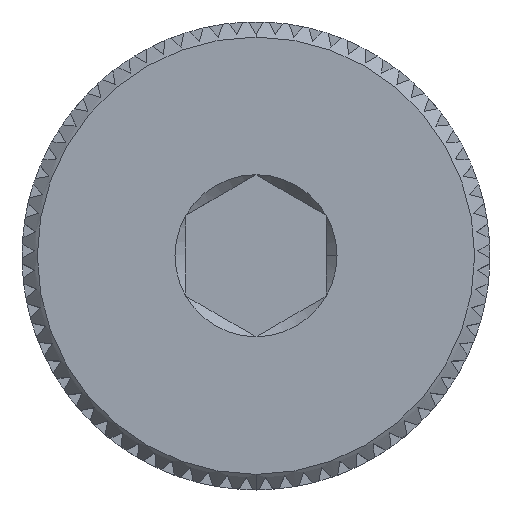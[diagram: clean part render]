
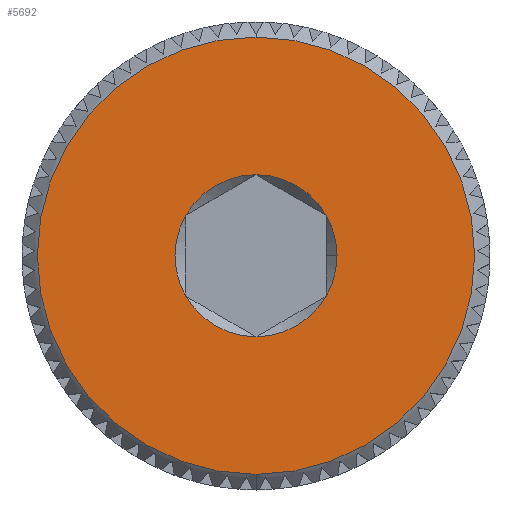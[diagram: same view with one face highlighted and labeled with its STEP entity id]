
A CAD part, top view. The second image highlights one B-rep face of the part: STEP entity #5692.
In plain terms, the highlighted planar face has unit normal (0, 0, 1).
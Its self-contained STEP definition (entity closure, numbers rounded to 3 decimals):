
#28 = AXIS2_PLACEMENT_3D ( 'NONE', #2395, #4184, #6773 ) ;
#152 = CIRCLE ( 'NONE', #4902, 4.675 ) ;
#271 = CIRCLE ( 'NONE', #4758, 1.732 ) ;
#613 = ORIENTED_EDGE ( 'NONE', *, *, #8562, .F. ) ;
#614 = EDGE_CURVE ( 'NONE', #1297, #7834, #6231, .T. ) ;
#640 = DIRECTION ( 'NONE',  ( 0., -1., 0. ) ) ;
#751 = CARTESIAN_POINT ( 'NONE',  ( 0., 0., 27.5 ) ) ;
#1139 = ORIENTED_EDGE ( 'NONE', *, *, #1226, .T. ) ;
#1226 = EDGE_CURVE ( 'NONE', #4563, #1876, #1710, .T. ) ;
#1254 = FACE_OUTER_BOUND ( 'NONE', #7022, .T. ) ;
#1297 = VERTEX_POINT ( 'NONE', #10208 ) ;
#1347 = DIRECTION ( 'NONE',  ( 0., 0., 1. ) ) ;
#1439 = CARTESIAN_POINT ( 'NONE',  ( 0., 0., 27.5 ) ) ;
#1545 = DIRECTION ( 'NONE',  ( 0., 0., 1. ) ) ;
#1547 = DIRECTION ( 'NONE',  ( 0., 0., 1. ) ) ;
#1633 = CARTESIAN_POINT ( 'NONE',  ( 0., 0., 27.5 ) ) ;
#1710 = CIRCLE ( 'NONE', #5611, 4.675 ) ;
#1864 = CARTESIAN_POINT ( 'NONE',  ( 1.5, 0.866, 27.5 ) ) ;
#1876 = VERTEX_POINT ( 'NONE', #6636 ) ;
#1955 = EDGE_CURVE ( 'NONE', #10467, #7842, #5916, .T. ) ;
#2045 = AXIS2_PLACEMENT_3D ( 'NONE', #9515, #11220, #6936 ) ;
#2395 = CARTESIAN_POINT ( 'NONE',  ( 0., 0., 27.5 ) ) ;
#2407 = ORIENTED_EDGE ( 'NONE', *, *, #7947, .F. ) ;
#2553 = CARTESIAN_POINT ( 'NONE',  ( 1.5, -0.866, 27.5 ) ) ;
#3557 = AXIS2_PLACEMENT_3D ( 'NONE', #5605, #7481, #4739 ) ;
#3768 = DIRECTION ( 'NONE',  ( 1., 0., 0. ) ) ;
#4184 = DIRECTION ( 'NONE',  ( 0., 0., 1. ) ) ;
#4214 = CIRCLE ( 'NONE', #6961, 1.732 ) ;
#4255 = DIRECTION ( 'NONE',  ( 1., 0., 0. ) ) ;
#4391 = AXIS2_PLACEMENT_3D ( 'NONE', #11011, #1545, #4255 ) ;
#4394 = CIRCLE ( 'NONE', #4391, 1.732 ) ;
#4563 = VERTEX_POINT ( 'NONE', #6386 ) ;
#4739 = DIRECTION ( 'NONE',  ( 1., 0., 0. ) ) ;
#4758 = AXIS2_PLACEMENT_3D ( 'NONE', #8844, #6243, #3768 ) ;
#4902 = AXIS2_PLACEMENT_3D ( 'NONE', #8561, #1547, #7730 ) ;
#5043 = CARTESIAN_POINT ( 'NONE',  ( 1.732, 0., 27.5 ) ) ;
#5158 = EDGE_CURVE ( 'NONE', #7842, #8409, #4394, .T. ) ;
#5229 = VERTEX_POINT ( 'NONE', #5043 ) ;
#5605 = CARTESIAN_POINT ( 'NONE',  ( 0., 0., 27.5 ) ) ;
#5611 = AXIS2_PLACEMENT_3D ( 'NONE', #751, #10288, #640 ) ;
#5692 = ADVANCED_FACE ( 'NONE', ( #10191, #1254 ), #10960, .T. ) ;
#5916 = CIRCLE ( 'NONE', #7455, 1.732 ) ;
#5961 = CARTESIAN_POINT ( 'NONE',  ( -1.5, 0.866, 27.5 ) ) ;
#6231 = CIRCLE ( 'NONE', #28, 1.732 ) ;
#6243 = DIRECTION ( 'NONE',  ( 0., 0., 1. ) ) ;
#6386 = CARTESIAN_POINT ( 'NONE',  ( 0., -4.675, 27.5 ) ) ;
#6636 = CARTESIAN_POINT ( 'NONE',  ( 0., 4.675, 27.5 ) ) ;
#6641 = ORIENTED_EDGE ( 'NONE', *, *, #7833, .T. ) ;
#6734 = CARTESIAN_POINT ( 'NONE',  ( -1.5, -0.866, 27.5 ) ) ;
#6740 = DIRECTION ( 'NONE',  ( 0., 0., 1. ) ) ;
#6773 = DIRECTION ( 'NONE',  ( 1., 0., 0. ) ) ;
#6862 = DIRECTION ( 'NONE',  ( 0., 0., 1. ) ) ;
#6895 = ORIENTED_EDGE ( 'NONE', *, *, #7479, .F. ) ;
#6936 = DIRECTION ( 'NONE',  ( 1., 0., 0. ) ) ;
#6961 = AXIS2_PLACEMENT_3D ( 'NONE', #1439, #6740, #11020 ) ;
#7022 = EDGE_LOOP ( 'NONE', ( #6641, #1139 ) ) ;
#7438 = DIRECTION ( 'NONE',  ( 0., -1., 0. ) ) ;
#7455 = AXIS2_PLACEMENT_3D ( 'NONE', #1633, #6862, #7742 ) ;
#7479 = EDGE_CURVE ( 'NONE', #8409, #1297, #4214, .T. ) ;
#7481 = DIRECTION ( 'NONE',  ( 0., 0., 1. ) ) ;
#7730 = DIRECTION ( 'NONE',  ( 0., -1., 0. ) ) ;
#7742 = DIRECTION ( 'NONE',  ( 1., 0., 0. ) ) ;
#7833 = EDGE_CURVE ( 'NONE', #1876, #4563, #152, .T. ) ;
#7834 = VERTEX_POINT ( 'NONE', #2553 ) ;
#7842 = VERTEX_POINT ( 'NONE', #5961 ) ;
#7872 = ORIENTED_EDGE ( 'NONE', *, *, #10710, .F. ) ;
#7947 = EDGE_CURVE ( 'NONE', #7834, #5229, #11104, .T. ) ;
#8409 = VERTEX_POINT ( 'NONE', #6734 ) ;
#8561 = CARTESIAN_POINT ( 'NONE',  ( 0., 0., 27.5 ) ) ;
#8562 = EDGE_CURVE ( 'NONE', #5229, #10865, #271, .T. ) ;
#8844 = CARTESIAN_POINT ( 'NONE',  ( 0., 0., 27.5 ) ) ;
#8894 = ORIENTED_EDGE ( 'NONE', *, *, #614, .F. ) ;
#9137 = CARTESIAN_POINT ( 'NONE',  ( 0., 1.732, 27.5 ) ) ;
#9175 = CIRCLE ( 'NONE', #2045, 1.732 ) ;
#9252 = EDGE_LOOP ( 'NONE', ( #8894, #6895, #11207, #11172, #7872, #613, #2407 ) ) ;
#9265 = CARTESIAN_POINT ( 'NONE',  ( 0., 0., 27.5 ) ) ;
#9515 = CARTESIAN_POINT ( 'NONE',  ( 0., 0., 27.5 ) ) ;
#10191 = FACE_BOUND ( 'NONE', #9252, .T. ) ;
#10208 = CARTESIAN_POINT ( 'NONE',  ( 0., -1.732, 27.5 ) ) ;
#10288 = DIRECTION ( 'NONE',  ( 0., 0., 1. ) ) ;
#10467 = VERTEX_POINT ( 'NONE', #9137 ) ;
#10475 = AXIS2_PLACEMENT_3D ( 'NONE', #9265, #1347, #7438 ) ;
#10710 = EDGE_CURVE ( 'NONE', #10865, #10467, #9175, .T. ) ;
#10865 = VERTEX_POINT ( 'NONE', #1864 ) ;
#10960 = PLANE ( 'NONE',  #10475 ) ;
#11011 = CARTESIAN_POINT ( 'NONE',  ( 0., 0., 27.5 ) ) ;
#11020 = DIRECTION ( 'NONE',  ( 1., 0., 0. ) ) ;
#11104 = CIRCLE ( 'NONE', #3557, 1.732 ) ;
#11172 = ORIENTED_EDGE ( 'NONE', *, *, #1955, .F. ) ;
#11207 = ORIENTED_EDGE ( 'NONE', *, *, #5158, .F. ) ;
#11220 = DIRECTION ( 'NONE',  ( 0., 0., 1. ) ) ;
